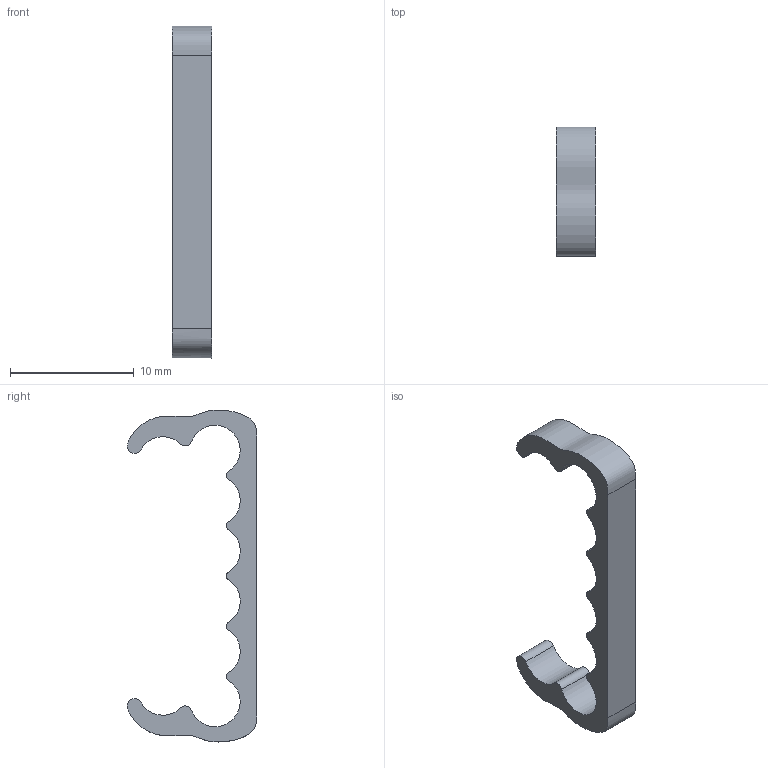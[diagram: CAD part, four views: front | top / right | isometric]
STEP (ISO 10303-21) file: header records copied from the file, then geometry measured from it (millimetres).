
FILE_DESCRIPTION(/* description */ (''),/* implementation_level */ '2;1');
FILE_NAME(/* name */ '6 wire (ht).step',/* time_stamp */ '2020-07-04T15:57:43-07:00',/* author */ (''),/* organization */ (''),/* preprocessor_version */ 'ST-DEVELOPER v18.1',/* originating_system */ 'Autodesk Translation Framework v9.3.0.1241',/* authorisation */ '');
FILE_SCHEMA (('AUTOMOTIVE_DESIGN { 1 0 10303 214 3 1 1 }'));
Length unit declared in the file: inch
Products named in the file (2): 6 wire (ht); Component1
Assembly tree (1 placements, depth 2):
  6 wire (ht)
    Component1
Bounding box: 3.17 x 10.46 x 26.85 mm (x, y, z)
Volume: 230 mm3; surface area: 451.6 mm2
Topology: 1 solids, 1 shells, 22 faces, 60 edges, 40 vertices
Faces by surface type: cylinder 17, plane 3, bspline 2
Entity records: 987 total; most frequent: CARTESIAN_POINT 359, DIRECTION 136, ORIENTED_EDGE 120, EDGE_CURVE 60, AXIS2_PLACEMENT_3D 57, VERTEX_POINT 40, CIRCLE 34, FACE_OUTER_BOUND 22
